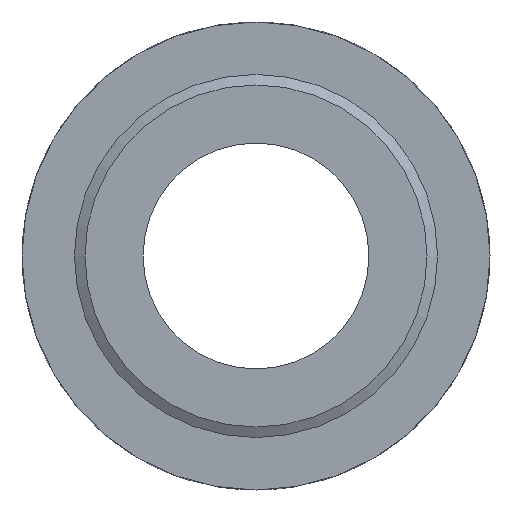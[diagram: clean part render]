
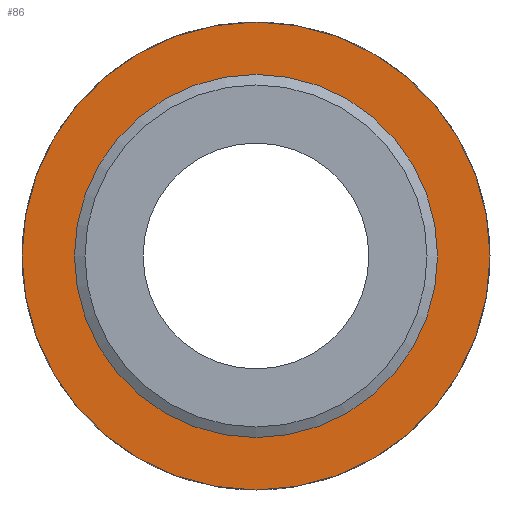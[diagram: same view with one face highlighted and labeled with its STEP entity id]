
A CAD part, left-side view. The second image highlights one B-rep face of the part: STEP entity #86.
In plain terms, the highlighted planar face has unit normal (-1, 0, 0).
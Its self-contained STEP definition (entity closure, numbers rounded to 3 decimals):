
#86 = ADVANCED_FACE( '', ( #165, #166 ), #167, .F. );
#165 = FACE_OUTER_BOUND( '', #294, .T. );
#166 = FACE_BOUND( '', #295, .T. );
#167 = PLANE( '', #296 );
#294 = EDGE_LOOP( '', ( #530 ) );
#295 = EDGE_LOOP( '', ( #531 ) );
#296 = AXIS2_PLACEMENT_3D( '', #532, #533, #534 );
#530 = ORIENTED_EDGE( '', *, *, #884, .F. );
#531 = ORIENTED_EDGE( '', *, *, #885, .T. );
#532 = CARTESIAN_POINT( '', ( -9.75, 11.25, 0. ) );
#533 = DIRECTION( '', ( 1., 0., 0. ) );
#534 = DIRECTION( '', ( 0., 0., -1. ) );
#884 = EDGE_CURVE( '', #1088, #1088, #1089, .T. );
#885 = EDGE_CURVE( '', #1090, #1090, #1091, .T. );
#1088 = VERTEX_POINT( '', #1322 );
#1089 = CIRCLE( '', #1323, 14.5 );
#1090 = VERTEX_POINT( '', #1324 );
#1091 = CIRCLE( '', #1325, 11.25 );
#1322 = CARTESIAN_POINT( '', ( -9.75, 0., -14.5 ) );
#1323 = AXIS2_PLACEMENT_3D( '', #1616, #1617, #1618 );
#1324 = CARTESIAN_POINT( '', ( -9.75, 0., -11.25 ) );
#1325 = AXIS2_PLACEMENT_3D( '', #1619, #1620, #1621 );
#1616 = CARTESIAN_POINT( '', ( -9.75, 0., 0. ) );
#1617 = DIRECTION( '', ( 1., 0., 0. ) );
#1618 = DIRECTION( '', ( 0., 0., -1. ) );
#1619 = CARTESIAN_POINT( '', ( -9.75, 0., 0. ) );
#1620 = DIRECTION( '', ( 1., 0., 0. ) );
#1621 = DIRECTION( '', ( 0., 0., -1. ) );
